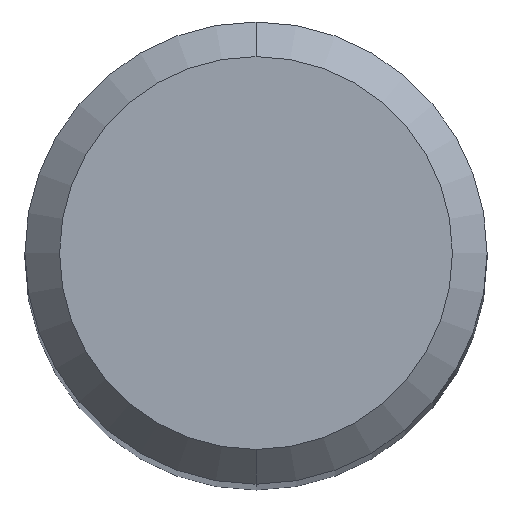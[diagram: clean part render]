
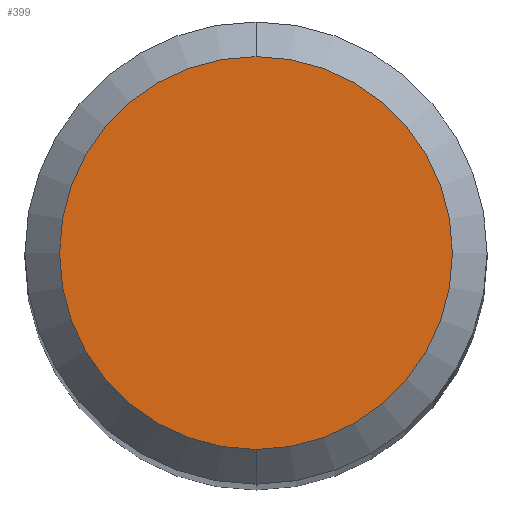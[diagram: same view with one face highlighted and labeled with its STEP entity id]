
A CAD part, top view. The second image highlights one B-rep face of the part: STEP entity #399.
In plain terms, the highlighted planar face has unit normal (0, 0, 1).
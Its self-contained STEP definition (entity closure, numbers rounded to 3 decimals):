
#183=VERTEX_POINT('',#490);
#209=EDGE_CURVE('',#183,#251,#521,.T.);
#251=VERTEX_POINT('',#570);
#399=ADVANCED_FACE('',(#729),#730,.T.);
#455=EDGE_CURVE('',#251,#183,#789,.T.);
#490=CARTESIAN_POINT('',(0.0,1.7,0.0));
#521=CIRCLE('',#858,1.7);
#570=CARTESIAN_POINT('',(0.,-1.7,0.0));
#729=FACE_OUTER_BOUND('',#1326,.T.);
#730=PLANE('',#1327);
#789=CIRCLE('',#1432,1.7);
#858=AXIS2_PLACEMENT_3D('',#1489,#1490,#1491);
#1326=EDGE_LOOP('',(#1725,#1726));
#1327=AXIS2_PLACEMENT_3D('',#1727,#1728,#1729);
#1432=AXIS2_PLACEMENT_3D('',#1778,#1779,#1780);
#1489=CARTESIAN_POINT('',(0.0,0.0,0.0));
#1490=DIRECTION('',(0.0,0.0,-1.0));
#1491=DIRECTION('',(0.0,1.0,0.0));
#1725=ORIENTED_EDGE('',*,*,#209,.F.);
#1726=ORIENTED_EDGE('',*,*,#455,.F.);
#1727=CARTESIAN_POINT('',(0.0,0.85,0.0));
#1728=DIRECTION('',(-0.0,0.0,1.0));
#1729=DIRECTION('',(0.0,-1.0,0.0));
#1778=CARTESIAN_POINT('',(0.0,0.0,0.0));
#1779=DIRECTION('',(0.0,0.0,-1.0));
#1780=DIRECTION('',(0.0,1.0,0.0));
